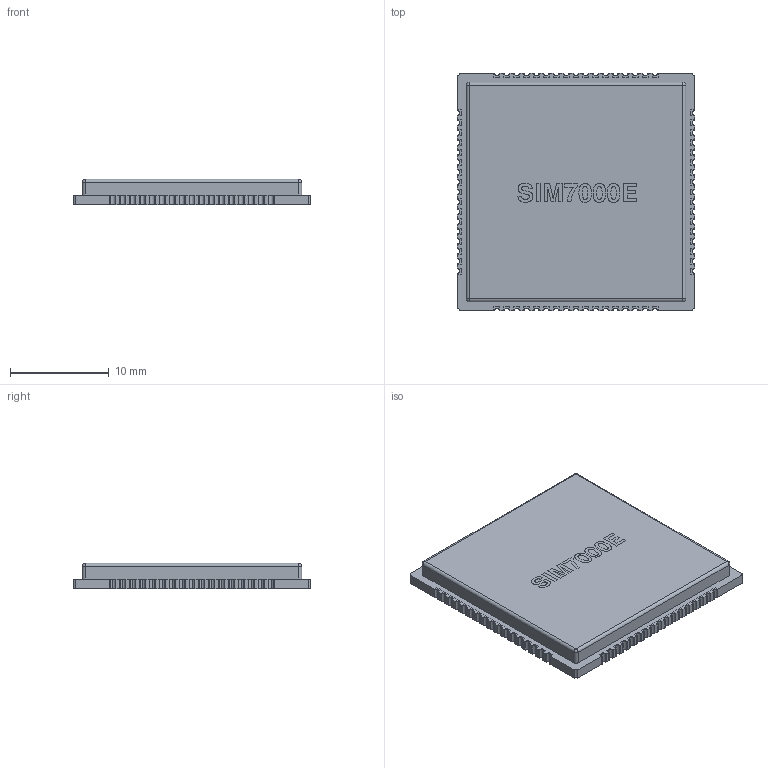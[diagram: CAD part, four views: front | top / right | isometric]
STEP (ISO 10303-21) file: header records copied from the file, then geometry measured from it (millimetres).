
FILE_DESCRIPTION(('FreeCAD Model'),'2;1');
FILE_NAME('SIM7000.step', '2018-10-08T16:49:13',('Author'),(''), 'Open CASCADE STEP processor 7.3','FreeCAD','Unknown');
FILE_SCHEMA(('AUTOMOTIVE_DESIGN_CC2 { 1 2 10303 214 -1 1 5 4 }'));
Length unit declared in the file: millimetre
Products named in the file (7): ShapeString; Array003; Array003_(Mirror_#2); Array002; Array002_(Mirror_#1); Cut001; Fillet
Bounding box: 24 x 24 x 2.62 mm (x, y, z)
Volume: 1355.9 mm3; surface area: 2570.5 mm2
Topology: 70 solids, 78 shells, 886 faces, 2346 edges, 1604 vertices
Faces by surface type: plane 768, cylinder 114, sphere 4
Entity records: 57539 total; most frequent: CARTESIAN_POINT 10581, DIRECTION 8443, LINE 6108, VECTOR 6108, ORIENTED_EDGE 4544, PCURVE 4544, DEFINITIONAL_REPRESENTATION 4544, EDGE_CURVE 2342
